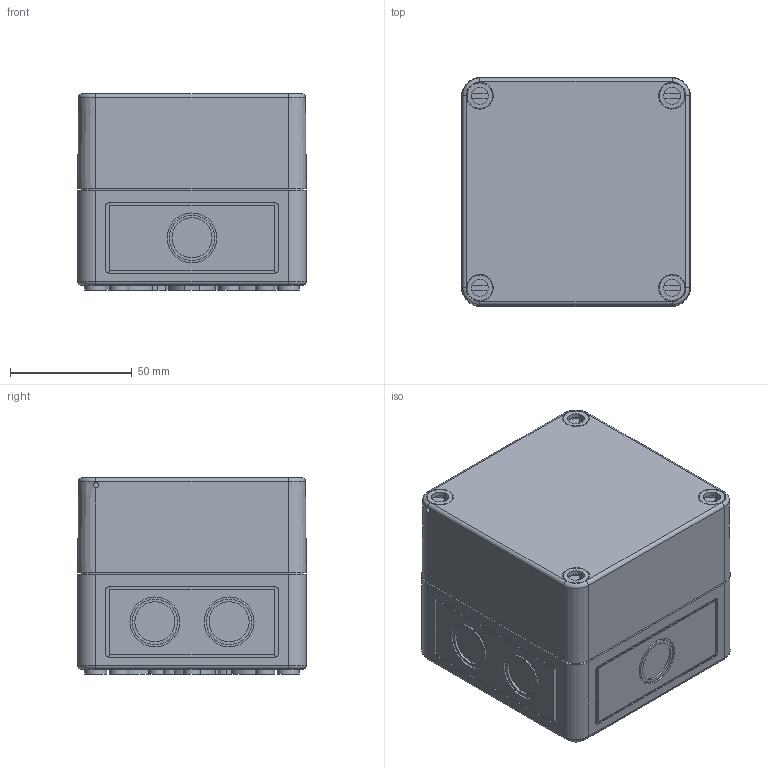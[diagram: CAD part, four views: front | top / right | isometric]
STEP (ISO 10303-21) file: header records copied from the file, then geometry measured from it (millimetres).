
FILE_DESCRIPTION( ( 'STEP AP214' ), ' ' );
FILE_NAME( '10650301.stp', '2016-02-11T13:48:10', ( '' ), ( '' ), ' ', 'PARTsolutions', ' ' );
FILE_SCHEMA( ( 'AUTOMOTIVE_DESIGN { 1 0 10303 214 1 1 1 1 }' ) );
Length unit declared in the file: millimetre
Products named in the file (4): 10650301; _Kasten_TK99-m; _Deckel_TK99-8-t; _Schraube_TK58mm-schwarz
Assembly tree (6 placements, depth 2):
  10650301
    _Kasten_TK99-m
    _Deckel_TK99-8-t
    _Schraube_TK58mm-schwarz  x4
Bounding box: 94 x 94 x 80.7 mm (x, y, z)
Volume: 164295.8 mm3; surface area: 121062 mm2
Topology: 6 solids, 6 shells, 865 faces, 2125 edges, 1394 vertices
Faces by surface type: plane 553, cylinder 247, cone 53, torus 12
Full cylindrical faces by diameter (mm): 2.2 x2, 2.4 x4, 3.4 x10, 5 x4, 5.8 x8, 7 x4, 8 x6, 8.376 x4, 9 x4, 10.5 x4, 14.11 x4, 16.5 x7, 18.7 x7, 20.5 x7
Entity records: 23742 total; most frequent: DIRECTION 3318, CARTESIAN_POINT 3305, ORIENTED_EDGE 2944, EDGE_CURVE 1472, AXIS2_PLACEMENT_3D 1230, VERTEX_POINT 1017, LINE 858, VECTOR 858
